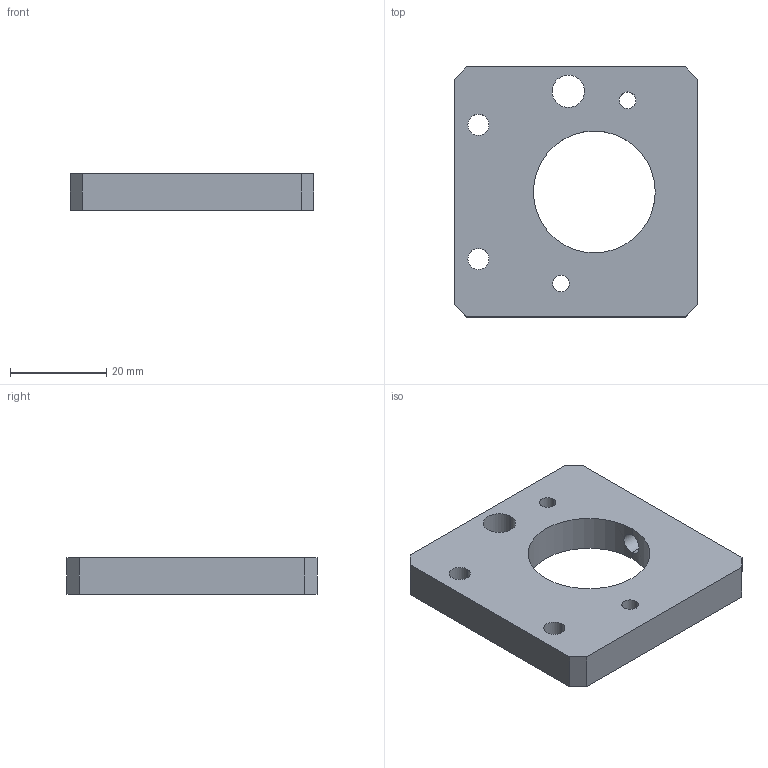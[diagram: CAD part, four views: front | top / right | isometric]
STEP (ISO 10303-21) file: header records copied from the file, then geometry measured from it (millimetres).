
FILE_DESCRIPTION (( 'STEP AP214' ), '1' );
FILE_NAME ('D0902414-v2_aLIGO_SUS_HSTS_AOSEM Alignment Bracket, Intermediate Mass.STEP', '2011-03-21T16:12:38', ( '' ), ( '' ), 'SwSTEP 2.0', 'SolidWorks 2010', '' );
FILE_SCHEMA (( 'AUTOMOTIVE_DESIGN' ));
Length unit declared in the file: inch
Products named in the file (1): D0902414-v2_aLIGO_SUS_HSTS_AOSEM Alignment Bracket, Intermediate Mass
Bounding box: 50.8 x 52.07 x 7.62 mm (x, y, z)
Volume: 15421.5 mm3; surface area: 6844.4 mm2
Topology: 1 solids, 1 shells, 24 faces, 67 edges, 44 vertices
Faces by surface type: cylinder 14, plane 10
Entity records: 1061 total; most frequent: CARTESIAN_POINT 196, DIRECTION 141, ORIENTED_EDGE 134, EDGE_CURVE 67, AXIS2_PLACEMENT_3D 51, VERTEX_POINT 44, LINE 39, VECTOR 39
